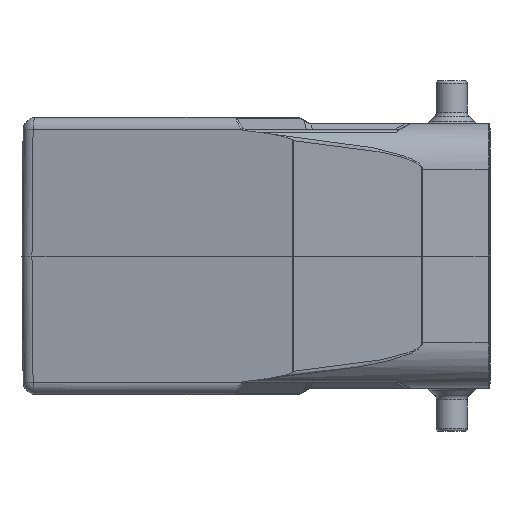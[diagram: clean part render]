
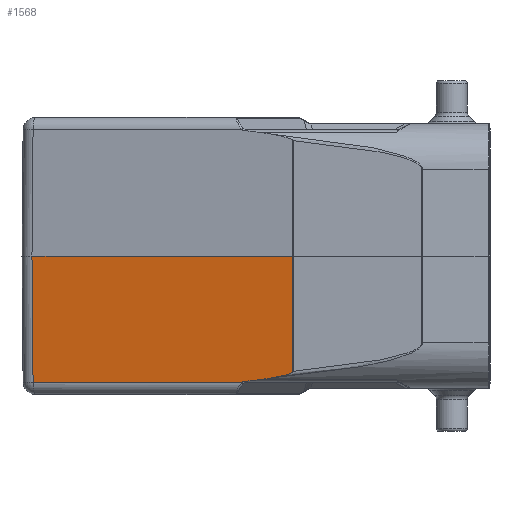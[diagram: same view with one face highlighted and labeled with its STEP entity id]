
A CAD part, left-side view. The second image highlights one B-rep face of the part: STEP entity #1568.
In plain terms, the highlighted planar face has unit normal (-0.982, 0.191, -0.009).
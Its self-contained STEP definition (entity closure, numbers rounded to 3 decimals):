
#304=B_SPLINE_CURVE_WITH_KNOTS('',3,(#17717,#17718,#17719,#17720,#17721,
#17722,#17723,#17724,#17725,#17726),.UNSPECIFIED.,.F.,.F.,(4,3,3,4),(0.,
0.092,0.449,1.),.UNSPECIFIED.);
#993=FACE_OUTER_BOUND('',#2693,.T.);
#1568=ADVANCED_FACE('',(#993),#1865,.T.);
#1865=PLANE('',#10469);
#2065=ELLIPSE('',#10467,10.482,2.);
#2066=ELLIPSE('',#10468,39.308,7.5);
#2693=EDGE_LOOP('',(#5194,#5195,#5196,#5197,#5198,#5199,#5200,#5201));
#5194=ORIENTED_EDGE('',*,*,#7869,.T.);
#5195=ORIENTED_EDGE('',*,*,#7870,.F.);
#5196=ORIENTED_EDGE('',*,*,#7871,.F.);
#5197=ORIENTED_EDGE('',*,*,#7854,.F.);
#5198=ORIENTED_EDGE('',*,*,#7864,.F.);
#5199=ORIENTED_EDGE('',*,*,#7872,.T.);
#5200=ORIENTED_EDGE('',*,*,#7873,.T.);
#5201=ORIENTED_EDGE('',*,*,#7866,.F.);
#6614=VERTEX_POINT('',#17707);
#6615=VERTEX_POINT('',#17716);
#6620=VERTEX_POINT('',#17875);
#6621=VERTEX_POINT('',#17881);
#6623=VERTEX_POINT('',#17884);
#6625=VERTEX_POINT('',#17890);
#6626=VERTEX_POINT('',#17892);
#6627=VERTEX_POINT('',#17895);
#7854=EDGE_CURVE('',#6615,#6614,#304,.T.);
#7864=EDGE_CURVE('',#6620,#6615,#8722,.T.);
#7866=EDGE_CURVE('',#6621,#6623,#8723,.T.);
#7869=EDGE_CURVE('',#6621,#6625,#8725,.T.);
#7870=EDGE_CURVE('',#6626,#6625,#2065,.T.);
#7871=EDGE_CURVE('',#6614,#6626,#2066,.T.);
#7872=EDGE_CURVE('',#6620,#6627,#8726,.T.);
#7873=EDGE_CURVE('',#6627,#6623,#8727,.T.);
#8722=LINE('',#17878,#9461);
#8723=LINE('',#17883,#9462);
#8725=LINE('',#17889,#9464);
#8726=LINE('',#17894,#9465);
#8727=LINE('',#17896,#9466);
#9461=VECTOR('',#12781,1.);
#9462=VECTOR('',#12786,1.);
#9464=VECTOR('',#12792,1.);
#9465=VECTOR('',#12797,1.);
#9466=VECTOR('',#12798,1.);
#10467=AXIS2_PLACEMENT_3D('',#17891,#12793,#12794);
#10468=AXIS2_PLACEMENT_3D('',#17893,#12795,#12796);
#10469=AXIS2_PLACEMENT_3D('',#17897,#12799,#12800);
#12781=DIRECTION('',(0.009,-0.001,-1.));
#12786=DIRECTION('',(0.191,0.982,0.));
#12792=DIRECTION('',(-0.13,-0.634,0.763));
#12793=DIRECTION('',(0.982,-0.191,0.009));
#12794=DIRECTION('',(0.191,0.982,0.002));
#12795=DIRECTION('',(0.982,-0.191,0.009));
#12796=DIRECTION('',(0.191,0.982,0.002));
#12797=DIRECTION('',(0.191,0.982,0.));
#12798=DIRECTION('',(0.007,-0.009,-1.));
#12799=DIRECTION('',(-0.982,0.191,-0.009));
#12800=DIRECTION('',(-0.191,-0.982,0.));
#17707=CARTESIAN_POINT('',(-43.862,3.672,-19.817));
#17716=CARTESIAN_POINT('',(-44.58,0.024,-18.83));
#17717=CARTESIAN_POINT('',(-44.58,0.024,-18.83));
#17718=CARTESIAN_POINT('',(-44.564,0.102,-18.917));
#17719=CARTESIAN_POINT('',(-44.542,0.213,-18.97));
#17720=CARTESIAN_POINT('',(-44.521,0.318,-19.019));
#17721=CARTESIAN_POINT('',(-44.439,0.729,-19.21));
#17722=CARTESIAN_POINT('',(-44.352,1.174,-19.317));
#17723=CARTESIAN_POINT('',(-44.265,1.614,-19.421));
#17724=CARTESIAN_POINT('',(-44.132,2.294,-19.582));
#17725=CARTESIAN_POINT('',(-43.997,2.982,-19.707));
#17726=CARTESIAN_POINT('',(-43.862,3.672,-19.817));
#17875=CARTESIAN_POINT('',(-44.743,0.048,0.));
#17878=CARTESIAN_POINT('',(-44.743,0.048,0.003));
#17881=CARTESIAN_POINT('',(-42.957,8.295,-20.517));
#17883=CARTESIAN_POINT('',(-42.957,8.295,-20.517));
#17884=CARTESIAN_POINT('',(-36.366,42.203,-20.517));
#17889=CARTESIAN_POINT('',(-46.306,-8.036,-0.864));
#17890=CARTESIAN_POINT('',(-42.981,8.178,-20.377));
#17891=CARTESIAN_POINT('',(-42.29,11.82,-18.5));
#17892=CARTESIAN_POINT('',(-43.44,5.83,-20.136));
#17893=CARTESIAN_POINT('',(-39.128,28.295,-14.));
#17894=CARTESIAN_POINT('',(-44.742,0.05,0.));
#17895=CARTESIAN_POINT('',(-36.514,42.382,0.));
#17896=CARTESIAN_POINT('',(-36.514,42.382,0.));
#17897=CARTESIAN_POINT('',(-46.119,-7.035,0.));
